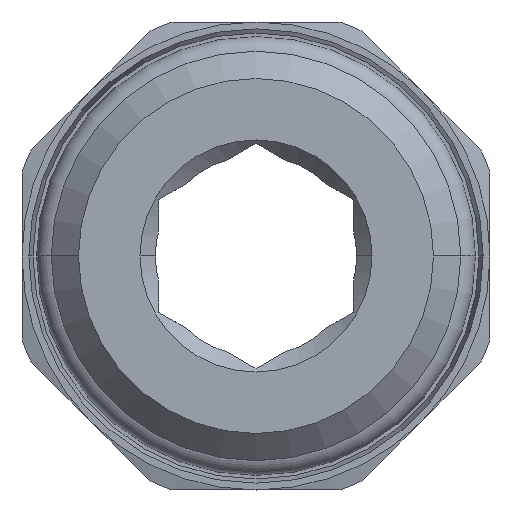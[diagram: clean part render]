
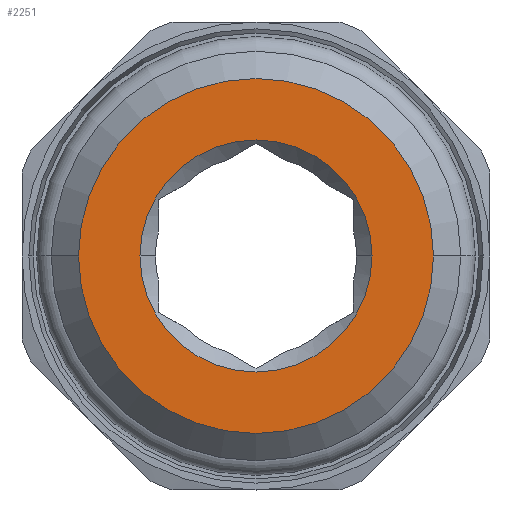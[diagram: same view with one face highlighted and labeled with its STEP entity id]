
A CAD part, front view. The second image highlights one B-rep face of the part: STEP entity #2251.
In plain terms, the highlighted planar face has unit normal (0, -1, 0).
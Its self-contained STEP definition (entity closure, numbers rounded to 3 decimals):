
#646=CARTESIAN_POINT('',(0.,0.,0.));
#647=DIRECTION('',(0.,-1.,0.));
#648=DIRECTION('',(-1.,0.,0.));
#649=AXIS2_PLACEMENT_3D('',#646,#647,#648);
#651=CARTESIAN_POINT('',(0.,0.,0.));
#652=DIRECTION('',(0.,1.,0.));
#653=DIRECTION('',(-1.,0.,0.));
#654=AXIS2_PLACEMENT_3D('',#651,#652,#653);
#656=CARTESIAN_POINT('',(0.,0.,0.));
#657=DIRECTION('',(0.,-1.,0.));
#658=DIRECTION('',(-1.,0.,0.));
#659=AXIS2_PLACEMENT_3D('',#656,#657,#658);
#661=CARTESIAN_POINT('',(0.,0.,0.));
#662=DIRECTION('',(0.,-1.,0.));
#663=DIRECTION('',(1.,0.,0.));
#664=AXIS2_PLACEMENT_3D('',#661,#662,#663);
#1089=CARTESIAN_POINT('',(-9.1,0.,0.));
#1091=VERTEX_POINT('',#1089);
#1093=CARTESIAN_POINT('',(9.1,0.,0.));
#1095=VERTEX_POINT('',#1093);
#1136=CARTESIAN_POINT('',(-5.95,0.,0.));
#1137=CARTESIAN_POINT('',(5.95,0.,0.));
#1138=VERTEX_POINT('',#1136);
#1139=VERTEX_POINT('',#1137);
#2236=CARTESIAN_POINT('',(0.,0.,0.));
#2237=DIRECTION('',(0.,1.,0.));
#2238=DIRECTION('',(1.,0.,0.));
#2239=AXIS2_PLACEMENT_3D('',#2236,#2237,#2238);
#2240=PLANE('',#2239);
#2241=ORIENTED_EDGE('',*,*,#2215,.F.);
#2242=ORIENTED_EDGE('',*,*,#2231,.T.);
#2243=EDGE_LOOP('',(#2241,#2242));
#2244=FACE_OUTER_BOUND('',#2243,.F.);
#2246=ORIENTED_EDGE('',*,*,#2245,.T.);
#2248=ORIENTED_EDGE('',*,*,#2247,.T.);
#2249=EDGE_LOOP('',(#2246,#2248));
#2250=FACE_BOUND('',#2249,.F.);
#2251=ADVANCED_FACE('',(#2244,#2250),#2240,.F.);
#650=CIRCLE('',#649,9.1);
#655=CIRCLE('',#654,9.1);
#660=CIRCLE('',#659,5.95);
#665=CIRCLE('',#664,5.95);
#2215=EDGE_CURVE('',#1091,#1095,#650,.T.);
#2231=EDGE_CURVE('',#1091,#1095,#655,.T.);
#2245=EDGE_CURVE('',#1138,#1139,#660,.T.);
#2247=EDGE_CURVE('',#1139,#1138,#665,.T.);
